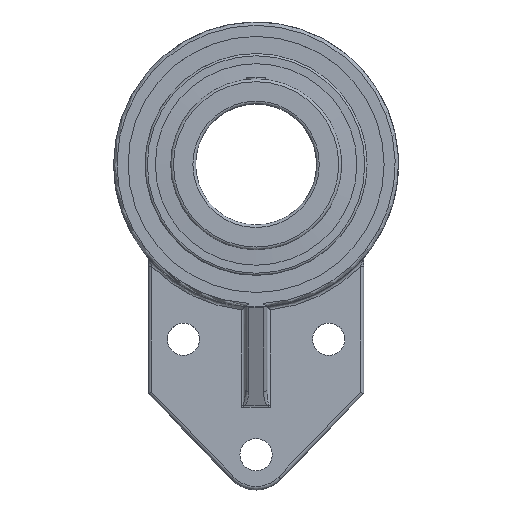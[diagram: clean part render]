
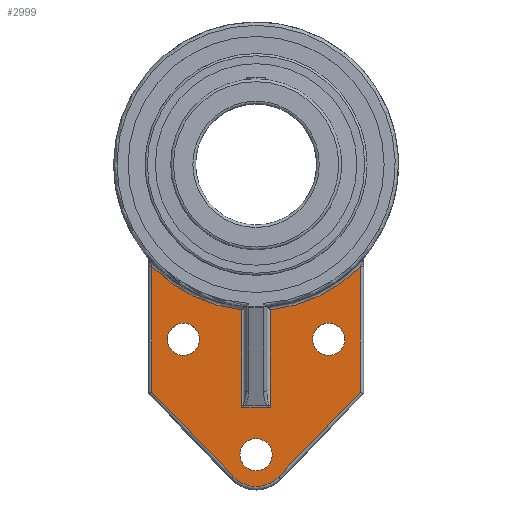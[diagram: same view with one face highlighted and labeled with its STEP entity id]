
A CAD part, top view. The second image highlights one B-rep face of the part: STEP entity #2999.
In plain terms, the highlighted planar face has unit normal (0, 0, 1).
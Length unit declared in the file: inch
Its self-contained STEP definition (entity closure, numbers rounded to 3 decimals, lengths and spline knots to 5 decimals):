
#1222=CARTESIAN_POINT('',(-0.20748,-3.55365,0.72835));
#1223=VERTEX_POINT('',#1222);
#1945=CARTESIAN_POINT('',(0.20748,-3.55365,0.72835));
#1946=VERTEX_POINT('',#1945);
#2148=CARTESIAN_POINT('',(-0.12943,-3.55365,0.72835));
#2149=DIRECTION('',(1.,0.,-0.));
#2150=VECTOR('',#2149,0.16337);
#2151=LINE('',#2148,#2150);
#2152=EDGE_CURVE('',#1223,#1946,#2151,.T.);
#2165=CARTESIAN_POINT('',(0.20748,-2.12652,0.72835));
#2166=VERTEX_POINT('',#2165);
#2167=CARTESIAN_POINT('',(0.20748,-2.55924,0.72835));
#2168=DIRECTION('',(-0.,1.,0.));
#2169=VECTOR('',#2168,0.56187);
#2170=LINE('',#2167,#2169);
#2171=EDGE_CURVE('',#1946,#2166,#2170,.T.);
#2202=CARTESIAN_POINT('',(-0.20748,-2.12652,0.72835));
#2203=VERTEX_POINT('',#2202);
#2221=CARTESIAN_POINT('',(-0.20748,-1.99737,0.72835));
#2222=DIRECTION('',(0.,-1.,0.));
#2223=VECTOR('',#2222,0.56187);
#2224=LINE('',#2221,#2223);
#2225=EDGE_CURVE('',#2203,#1223,#2224,.T.);
#2238=CARTESIAN_POINT('',(1.5248,-1.49669,0.72835));
#2239=VERTEX_POINT('',#2238);
#2247=CARTESIAN_POINT('',(1.5248,-3.3326,0.72835));
#2248=VERTEX_POINT('',#2247);
#2249=CARTESIAN_POINT('',(1.5248,-1.68604,0.72835));
#2250=DIRECTION('',(0.,-1.,0.));
#2251=VECTOR('',#2250,0.7228);
#2252=LINE('',#2249,#2251);
#2253=EDGE_CURVE('',#2239,#2248,#2252,.T.);
#2531=CARTESIAN_POINT('',(-0.3237,-4.57638,0.72835));
#2532=VERTEX_POINT('',#2531);
#2540=CARTESIAN_POINT('',(-1.5248,-3.3326,0.72835));
#2541=VERTEX_POINT('',#2540);
#2542=CARTESIAN_POINT('',(-0.96334,-3.91401,0.72835));
#2543=DIRECTION('',(-0.695,0.719,0.));
#2544=VECTOR('',#2543,0.68073);
#2545=LINE('',#2542,#2544);
#2546=EDGE_CURVE('',#2532,#2541,#2545,.T.);
#2571=CARTESIAN_POINT('',(-1.5248,-1.49669,0.72835));
#2572=VERTEX_POINT('',#2571);
#2589=CARTESIAN_POINT('',(-1.5248,-2.40884,0.72835));
#2590=DIRECTION('',(0.,1.,0.));
#2591=VECTOR('',#2590,0.7228);
#2592=LINE('',#2589,#2591);
#2593=EDGE_CURVE('',#2541,#2572,#2592,.T.);
#2838=CARTESIAN_POINT('',(0.3237,-4.57638,0.72835));
#2839=VERTEX_POINT('',#2838);
#2847=CARTESIAN_POINT('',(0.,-4.26378,0.72835));
#2848=DIRECTION('',(0.,0.,-1.));
#2849=DIRECTION('',(0.,-1.,0.));
#2850=AXIS2_PLACEMENT_3D('',#2847,#2848,#2849);
#2851=CIRCLE('',#2850,0.45);
#2852=EDGE_CURVE('',#2839,#2532,#2851,.T.);
#2870=CARTESIAN_POINT('',(1.43621,-3.42434,0.72835));
#2871=DIRECTION('',(-0.695,-0.719,0.));
#2872=VECTOR('',#2871,0.68073);
#2873=LINE('',#2870,#2872);
#2874=EDGE_CURVE('',#2248,#2839,#2873,.T.);
#2925=CARTESIAN_POINT('',(0.,0.,0.72835));
#2926=DIRECTION('',(0.,0.,1.));
#2927=DIRECTION('',(0.449,-0.894,0.));
#2928=AXIS2_PLACEMENT_3D('',#2925,#2926,#2927);
#2929=CIRCLE('',#2928,2.13661);
#2930=EDGE_CURVE('',#2166,#2239,#2929,.T.);
#2943=CARTESIAN_POINT('',(-0.,-1.25713,0.72835));
#2944=DIRECTION('',(0.,0.,1.));
#2945=DIRECTION('',(1.,0.,0.));
#2946=AXIS2_PLACEMENT_3D('',#2943,#2944,#2945);
#2947=PLANE('',#2946);
#2948=CARTESIAN_POINT('',(0.82677,-2.55906,0.72835));
#2949=VERTEX_POINT('',#2948);
#2950=CARTESIAN_POINT('',(1.06299,-2.55906,0.72835));
#2951=DIRECTION('',(0.,0.,-1.));
#2952=DIRECTION('',(1.,0.,0.));
#2953=AXIS2_PLACEMENT_3D('',#2950,#2951,#2952);
#2954=CIRCLE('',#2953,0.23622);
#2955=EDGE_CURVE('',#2949,#2949,#2954,.T.);
#2956=ORIENTED_EDGE('',*,*,#2955,.T.);
#2957=EDGE_LOOP('',(#2956));
#2958=FACE_BOUND('',#2957,.T.);
#2959=CARTESIAN_POINT('',(-0.23622,-4.24803,0.72835));
#2960=VERTEX_POINT('',#2959);
#2961=CARTESIAN_POINT('',(0.,-4.24803,0.72835));
#2962=DIRECTION('',(0.,0.,-1.));
#2963=DIRECTION('',(1.,0.,0.));
#2964=AXIS2_PLACEMENT_3D('',#2961,#2962,#2963);
#2965=CIRCLE('',#2964,0.23622);
#2966=EDGE_CURVE('',#2960,#2960,#2965,.T.);
#2967=ORIENTED_EDGE('',*,*,#2966,.T.);
#2968=EDGE_LOOP('',(#2967));
#2969=FACE_BOUND('',#2968,.T.);
#2970=CARTESIAN_POINT('',(-1.29921,-2.55906,0.72835));
#2971=VERTEX_POINT('',#2970);
#2972=CARTESIAN_POINT('',(-1.06299,-2.55906,0.72835));
#2973=DIRECTION('',(0.,0.,-1.));
#2974=DIRECTION('',(1.,0.,0.));
#2975=AXIS2_PLACEMENT_3D('',#2972,#2973,#2974);
#2976=CIRCLE('',#2975,0.23622);
#2977=EDGE_CURVE('',#2971,#2971,#2976,.T.);
#2978=ORIENTED_EDGE('',*,*,#2977,.T.);
#2979=EDGE_LOOP('',(#2978));
#2980=FACE_BOUND('',#2979,.T.);
#2981=ORIENTED_EDGE('',*,*,#2171,.F.);
#2982=ORIENTED_EDGE('',*,*,#2152,.F.);
#2983=ORIENTED_EDGE('',*,*,#2225,.F.);
#2984=CARTESIAN_POINT('',(0.,0.,0.72835));
#2985=DIRECTION('',(0.,0.,1.));
#2986=DIRECTION('',(-0.449,-0.894,0.));
#2987=AXIS2_PLACEMENT_3D('',#2984,#2985,#2986);
#2988=CIRCLE('',#2987,2.13661);
#2989=EDGE_CURVE('',#2572,#2203,#2988,.T.);
#2990=ORIENTED_EDGE('',*,*,#2989,.F.);
#2991=ORIENTED_EDGE('',*,*,#2593,.F.);
#2992=ORIENTED_EDGE('',*,*,#2546,.F.);
#2993=ORIENTED_EDGE('',*,*,#2852,.F.);
#2994=ORIENTED_EDGE('',*,*,#2874,.F.);
#2995=ORIENTED_EDGE('',*,*,#2253,.F.);
#2996=ORIENTED_EDGE('',*,*,#2930,.F.);
#2997=EDGE_LOOP('',(#2981,#2982,#2983,#2990,#2991,#2992,#2993,#2994,#2995,#2996));
#2998=FACE_BOUND('',#2997,.T.);
#2999=ADVANCED_FACE('',(#2958,#2969,#2980,#2998),#2947,.T.);
